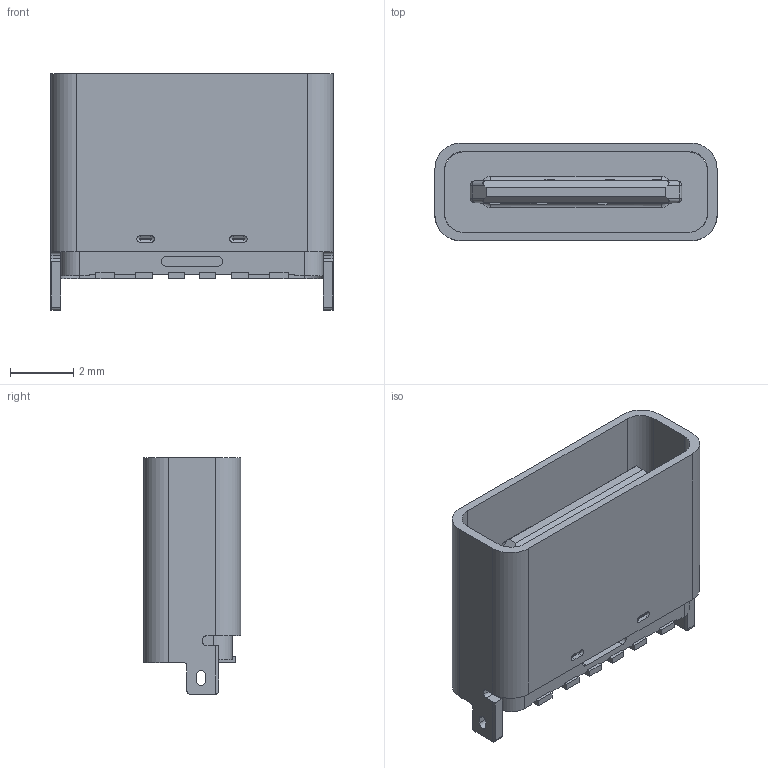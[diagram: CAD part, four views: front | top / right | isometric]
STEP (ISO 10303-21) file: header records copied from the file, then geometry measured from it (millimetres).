
FILE_DESCRIPTION (( 'STEP AP214' ), '1' );
FILE_NAME ('USB-C-SMD_G-SWITCH_GT-USB-7060B.step', '2022-07-15T09:10:21', ( '' ), ( '' ), 'SwSTEP 2.0', 'SolidWorks 2020', '' );
FILE_SCHEMA (( 'AUTOMOTIVE_DESIGN' ));
Length unit declared in the file: millimetre
Products named in the file (1): USB-C-SMD_G-SWITCH_GT-USB-7060B
Bounding box: 8.94 x 3.08 x 7.5 mm (x, y, z)
Volume: 83.8 mm3; surface area: 416.1 mm2
Topology: 15 solids, 15 shells, 501 faces, 1345 edges, 886 vertices
Faces by surface type: plane 299, bspline 112, cylinder 66, torus 16, cone 8
Entity records: 22542 total; most frequent: CARTESIAN_POINT 4945, ORIENTED_EDGE 2690, DIRECTION 2047, EDGE_CURVE 1345, VECTOR 939, LINE 939, VERTEX_POINT 886, AXIS2_PLACEMENT_3D 554
